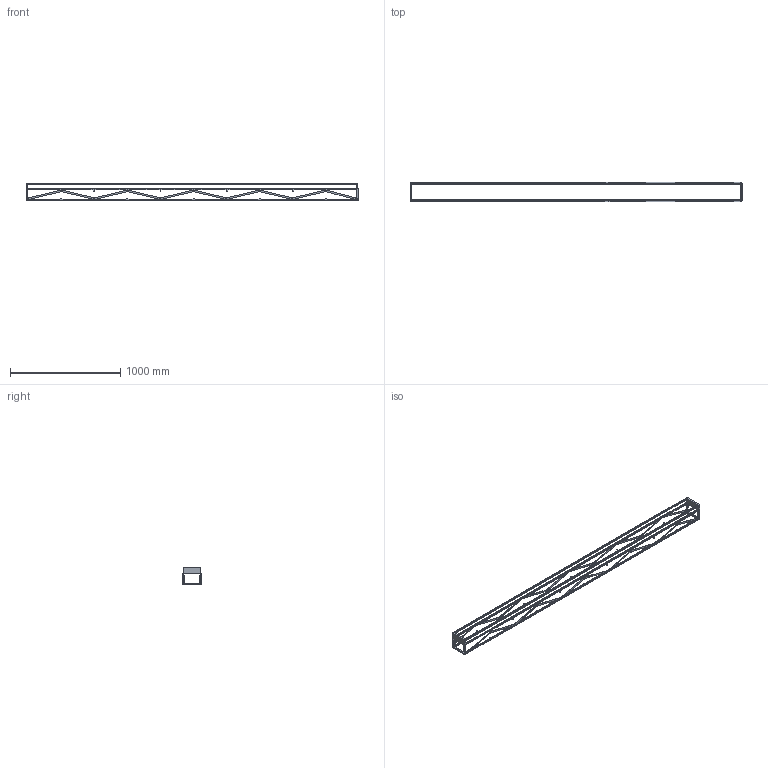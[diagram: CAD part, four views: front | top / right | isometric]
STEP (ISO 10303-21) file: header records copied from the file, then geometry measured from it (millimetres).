
FILE_DESCRIPTION(('CATIA V5 STEP Exchange'),'2;1');
FILE_NAME('LINK 2 tri truss without horizontal members.stp','2020-07-04T16:34:27+00:00',('none'),('none'),'CATIA Version 5 Release 20 GA (IN-10)','CATIA V5 STEP AP203','none');
FILE_SCHEMA(('CONFIG_CONTROL_DESIGN'));
Length unit declared in the file: millimetre
Products named in the file (1): Product2
Assembly tree (21 placements, depth 2):
  Product2
    #58
    #13931  x9
    #14356
    #14661  x9
    #15086
Bounding box: 3012.7 x 180.7 x 162.7 mm (x, y, z)
Volume: 1909646.5 mm3; surface area: 1863117 mm2
Topology: 21 solids, 27 shells, 652 faces, 1812 edges, 1210 vertices
Faces by surface type: plane 364, cylinder 288
Entity records: 15338 total; most frequent: ORIENTED_EDGE 2856, CARTESIAN_POINT 2702, DIRECTION 2050, EDGE_CURVE 1428, VECTOR 1038, LINE 1038, VERTEX_POINT 954, AXIS2_PLACEMENT_3D 698
